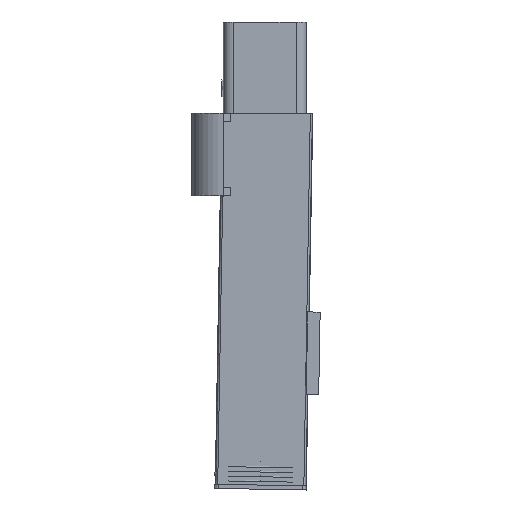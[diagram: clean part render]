
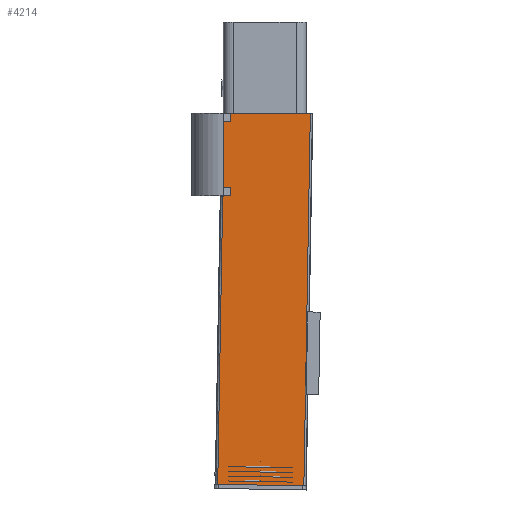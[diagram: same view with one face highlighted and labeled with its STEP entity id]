
A CAD part, left-side view. The second image highlights one B-rep face of the part: STEP entity #4214.
In plain terms, the highlighted face is planar.
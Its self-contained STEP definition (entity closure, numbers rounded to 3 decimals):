
#504=FACE_OUTER_BOUND('',#770,.T.);
#770=EDGE_LOOP('',(#3099,#3100,#3101,#3102,#3103,#3104,#3105));
#1098=LINE('',#6206,#1498);
#1108=LINE('',#6233,#1508);
#1114=LINE('',#6246,#1514);
#1115=LINE('',#6248,#1515);
#1116=LINE('',#6250,#1516);
#1117=LINE('',#6252,#1517);
#1118=LINE('',#6253,#1518);
#1498=VECTOR('',#5204,10.);
#1508=VECTOR('',#5230,10.);
#1514=VECTOR('',#5242,10.);
#1515=VECTOR('',#5243,10.);
#1516=VECTOR('',#5244,10.);
#1517=VECTOR('',#5245,10.);
#1518=VECTOR('',#5246,10.);
#1871=VERTEX_POINT('',#6203);
#1872=VERTEX_POINT('',#6205);
#1881=VERTEX_POINT('',#6231);
#1885=VERTEX_POINT('',#6245);
#1886=VERTEX_POINT('',#6247);
#1887=VERTEX_POINT('',#6249);
#1888=VERTEX_POINT('',#6251);
#2310=EDGE_CURVE('',#1871,#1872,#1098,.T.);
#2324=EDGE_CURVE('',#1871,#1881,#1108,.T.);
#2330=EDGE_CURVE('',#1881,#1885,#1114,.T.);
#2331=EDGE_CURVE('',#1885,#1886,#1115,.T.);
#2332=EDGE_CURVE('',#1886,#1887,#1116,.T.);
#2333=EDGE_CURVE('',#1887,#1888,#1117,.T.);
#2334=EDGE_CURVE('',#1872,#1888,#1118,.T.);
#3099=ORIENTED_EDGE('',*,*,#2324,.T.);
#3100=ORIENTED_EDGE('',*,*,#2330,.T.);
#3101=ORIENTED_EDGE('',*,*,#2331,.T.);
#3102=ORIENTED_EDGE('',*,*,#2332,.T.);
#3103=ORIENTED_EDGE('',*,*,#2333,.T.);
#3104=ORIENTED_EDGE('',*,*,#2334,.F.);
#3105=ORIENTED_EDGE('',*,*,#2310,.F.);
#4039=PLANE('',#4675);
#4214=ADVANCED_FACE('',(#504),#4039,.T.);
#4675=AXIS2_PLACEMENT_3D('',#6244,#5240,#5241);
#5204=DIRECTION('',(0.,0.,1.));
#5230=DIRECTION('',(0.,1.,0.017));
#5240=DIRECTION('center_axis',(1.,0.,0.));
#5241=DIRECTION('ref_axis',(0.,0.,1.));
#5242=DIRECTION('',(0.,0.,1.));
#5243=DIRECTION('',(0.,-0.017,1.));
#5244=DIRECTION('',(0.,1.,0.));
#5245=DIRECTION('',(0.,0.,1.));
#5246=DIRECTION('',(0.,1.,0.));
#6203=CARTESIAN_POINT('',(26.706,-57.301,0.034));
#6205=CARTESIAN_POINT('',(26.706,-57.301,450.));
#6206=CARTESIAN_POINT('',(26.706,-57.301,225.));
#6231=CARTESIAN_POINT('',(26.706,46.699,1.813));
#6233=CARTESIAN_POINT('',(26.706,-30.385,0.495));
#6244=CARTESIAN_POINT('Origin',(26.706,-5.301,225.));
#6245=CARTESIAN_POINT('',(26.706,46.699,57.627));
#6246=CARTESIAN_POINT('',(26.706,46.699,225.));
#6247=CARTESIAN_POINT('',(26.706,45.929,102.));
#6248=CARTESIAN_POINT('',(26.706,45.739,112.926));
#6249=CARTESIAN_POINT('',(26.706,46.699,102.));
#6250=CARTESIAN_POINT('',(26.706,20.314,102.));
#6251=CARTESIAN_POINT('',(26.706,46.699,450.));
#6252=CARTESIAN_POINT('',(26.706,46.699,225.));
#6253=CARTESIAN_POINT('',(26.706,101.961,450.));
